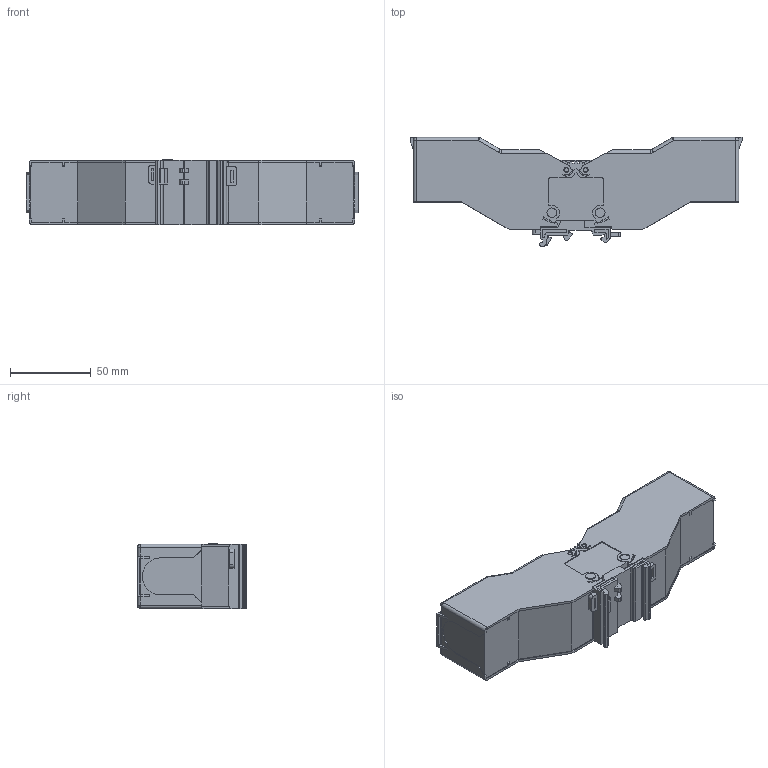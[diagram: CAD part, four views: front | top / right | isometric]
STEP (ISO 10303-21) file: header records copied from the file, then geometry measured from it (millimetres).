
FILE_DESCRIPTION (( 'STEP AP214' ), '1' );
FILE_NAME ('304300_AVK 95 B_Grey.STEP', '2017-10-19T11:04:24', ( '' ), ( '' ), 'SwSTEP 2.0', 'SolidWorks 2017', '' );
FILE_SCHEMA (( 'AUTOMOTIVE_DESIGN' ));
Length unit declared in the file: millimetre
Products named in the file (1): 304300_AVK 95 B_Grey
Bounding box: 206 x 67.62 x 40.5 mm (x, y, z)
Volume: 331224.3 mm3; surface area: 58236.6 mm2
Topology: 1 solids, 41 shells, 1772 faces, 4989 edges, 3294 vertices
Faces by surface type: plane 1054, bspline 385, cylinder 316, cone 17
Entity records: 91216 total; most frequent: CARTESIAN_POINT 31073, ORIENTED_EDGE 9970, DIRECTION 7690, EDGE_CURVE 4985, VECTOR 3508, LINE 3508, VERTEX_POINT 3294, AXIS2_PLACEMENT_3D 2091
